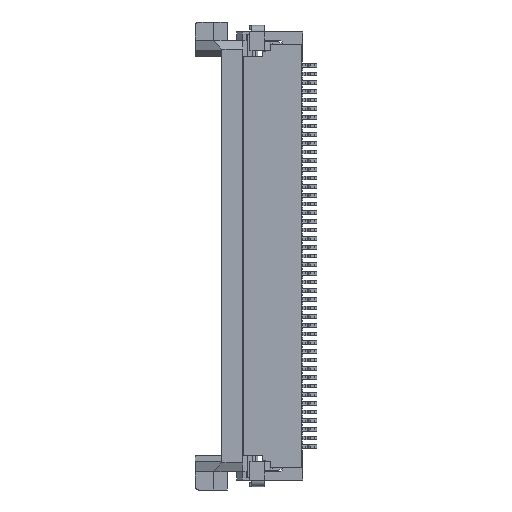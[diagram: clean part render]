
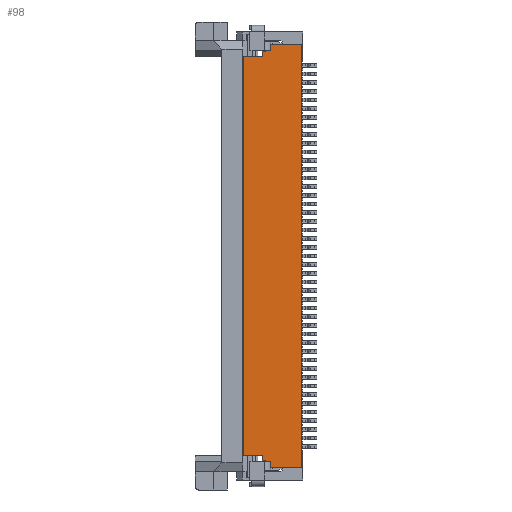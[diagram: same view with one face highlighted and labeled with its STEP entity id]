
A CAD part, left-side view. The second image highlights one B-rep face of the part: STEP entity #98.
In plain terms, the highlighted planar face has unit normal (-1, 0, 0).
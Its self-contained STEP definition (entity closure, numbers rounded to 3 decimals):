
#98=ADVANCED_FACE('',(#1589),#1590,.F.);
#1589=FACE_OUTER_BOUND('',#4612,.T.);
#1590=PLANE('',#4613);
#4612=EDGE_LOOP('',(#7843,#7844,#7845,#7846,#7847,#7848,#7849,#7850,#7851,#7852,#7853,#7854,#7855,#7856,#7857,#7858));
#4613=AXIS2_PLACEMENT_3D('',#7859,#7860,#7861);
#7843=ORIENTED_EDGE('',*,*,#20329,.F.);
#7844=ORIENTED_EDGE('',*,*,#20330,.F.);
#7845=ORIENTED_EDGE('',*,*,#20331,.F.);
#7846=ORIENTED_EDGE('',*,*,#20332,.F.);
#7847=ORIENTED_EDGE('',*,*,#20333,.F.);
#7848=ORIENTED_EDGE('',*,*,#20334,.F.);
#7849=ORIENTED_EDGE('',*,*,#20335,.F.);
#7850=ORIENTED_EDGE('',*,*,#20336,.T.);
#7851=ORIENTED_EDGE('',*,*,#20337,.T.);
#7852=ORIENTED_EDGE('',*,*,#20338,.F.);
#7853=ORIENTED_EDGE('',*,*,#20339,.T.);
#7854=ORIENTED_EDGE('',*,*,#20340,.T.);
#7855=ORIENTED_EDGE('',*,*,#20341,.T.);
#7856=ORIENTED_EDGE('',*,*,#20342,.T.);
#7857=ORIENTED_EDGE('',*,*,#20343,.T.);
#7858=ORIENTED_EDGE('',*,*,#20344,.T.);
#7859=CARTESIAN_POINT('',(-0.35,-21.4,-23.15));
#7860=DIRECTION('',(1.0,0.0,0.0));
#7861=DIRECTION('',(0.0,-1.0,0.0));
#20329=EDGE_CURVE('',#24507,#24508,#24509,.T.);
#20330=EDGE_CURVE('',#24510,#24507,#24511,.T.);
#20331=EDGE_CURVE('',#24512,#24510,#24513,.T.);
#20332=EDGE_CURVE('',#24514,#24512,#24515,.T.);
#20333=EDGE_CURVE('',#24516,#24514,#24517,.T.);
#20334=EDGE_CURVE('',#24518,#24516,#24519,.T.);
#20335=EDGE_CURVE('',#24520,#24518,#24521,.T.);
#20336=EDGE_CURVE('',#24520,#24522,#24523,.T.);
#20337=EDGE_CURVE('',#24522,#24524,#24525,.T.);
#20338=EDGE_CURVE('',#24526,#24524,#24527,.T.);
#20339=EDGE_CURVE('',#24526,#24528,#24529,.T.);
#20340=EDGE_CURVE('',#24528,#24530,#24531,.T.);
#20341=EDGE_CURVE('',#24530,#24532,#24533,.T.);
#20342=EDGE_CURVE('',#24532,#24534,#24535,.T.);
#20343=EDGE_CURVE('',#24534,#24536,#24537,.T.);
#20344=EDGE_CURVE('',#24536,#24508,#24538,.T.);
#24507=VERTEX_POINT('',#31395);
#24508=VERTEX_POINT('',#31396);
#24509=LINE('',#31397,#31398);
#24510=VERTEX_POINT('',#31399);
#24511=LINE('',#31400,#31401);
#24512=VERTEX_POINT('',#31402);
#24513=LINE('',#31403,#31404);
#24514=VERTEX_POINT('',#31405);
#24515=LINE('',#31406,#31407);
#24516=VERTEX_POINT('',#31408);
#24517=LINE('',#31409,#31410);
#24518=VERTEX_POINT('',#31411);
#24519=LINE('',#31412,#31413);
#24520=VERTEX_POINT('',#31414);
#24521=LINE('',#31415,#31416);
#24522=VERTEX_POINT('',#31417);
#24523=LINE('',#31418,#31419);
#24524=VERTEX_POINT('',#31420);
#24525=LINE('',#31421,#31422);
#24526=VERTEX_POINT('',#31423);
#24527=LINE('',#31424,#31425);
#24528=VERTEX_POINT('',#31426);
#24529=LINE('',#31427,#31428);
#24530=VERTEX_POINT('',#31429);
#24531=LINE('',#31430,#31431);
#24532=VERTEX_POINT('',#31432);
#24533=LINE('',#31433,#31434);
#24534=VERTEX_POINT('',#31435);
#24535=LINE('',#31436,#31437);
#24536=VERTEX_POINT('',#31438);
#24537=LINE('',#31439,#31440);
#24538=LINE('',#31441,#31442);
#31395=CARTESIAN_POINT('',(-0.35,-21.3,-3.025));
#31396=CARTESIAN_POINT('',(-0.35,-21.3,-27.425));
#31397=CARTESIAN_POINT('',(-0.35,-21.3,-23.615));
#31398=VECTOR('',#42185,1.0);
#31399=CARTESIAN_POINT('',(-0.35,-19.55,-3.025));
#31400=CARTESIAN_POINT('',(-0.35,-21.4,-3.025));
#31401=VECTOR('',#42186,1.0);
#31402=CARTESIAN_POINT('',(-0.35,-19.55,-3.375));
#31403=CARTESIAN_POINT('',(-0.35,-19.55,-2.3));
#31404=VECTOR('',#42187,1.0);
#31405=CARTESIAN_POINT('',(-0.35,-19.487,-3.375));
#31406=CARTESIAN_POINT('',(-0.35,-21.4,-3.375));
#31407=VECTOR('',#42188,1.0);
#31408=CARTESIAN_POINT('',(-0.35,-19.3,-3.375));
#31409=CARTESIAN_POINT('',(-0.35,-18.45,-3.375));
#31410=VECTOR('',#42189,1.0);
#31411=CARTESIAN_POINT('',(-0.35,-19.05,-3.475));
#31412=CARTESIAN_POINT('',(-0.35,-21.4,-2.535));
#31413=VECTOR('',#42190,1.0);
#31414=CARTESIAN_POINT('',(-0.35,-19.05,-3.725));
#31415=CARTESIAN_POINT('',(-0.35,-19.05,-2.3));
#31416=VECTOR('',#42191,1.0);
#31417=CARTESIAN_POINT('',(-0.35,-18.0,-3.725));
#31418=CARTESIAN_POINT('',(-0.35,-21.4,-3.725));
#31419=VECTOR('',#42192,1.0);
#31420=CARTESIAN_POINT('',(-0.35,-18.0,-26.725));
#31421=CARTESIAN_POINT('',(-0.35,-18.0,-20.835));
#31422=VECTOR('',#42193,1.0);
#31423=CARTESIAN_POINT('',(-0.35,-19.05,-26.725));
#31424=CARTESIAN_POINT('',(-0.35,-21.4,-26.725));
#31425=VECTOR('',#42194,1.0);
#31426=CARTESIAN_POINT('',(-0.35,-19.05,-26.975));
#31427=CARTESIAN_POINT('',(-0.35,-19.05,-28.15));
#31428=VECTOR('',#42195,1.0);
#31429=CARTESIAN_POINT('',(-0.35,-19.3,-27.075));
#31430=CARTESIAN_POINT('',(-0.35,-21.4,-27.915));
#31431=VECTOR('',#42196,1.0);
#31432=CARTESIAN_POINT('',(-0.35,-19.487,-27.075));
#31433=CARTESIAN_POINT('',(-0.35,-18.45,-27.075));
#31434=VECTOR('',#42197,1.0);
#31435=CARTESIAN_POINT('',(-0.35,-19.55,-27.075));
#31436=CARTESIAN_POINT('',(-0.35,-21.4,-27.075));
#31437=VECTOR('',#42198,1.0);
#31438=CARTESIAN_POINT('',(-0.35,-19.55,-27.425));
#31439=CARTESIAN_POINT('',(-0.35,-19.55,-28.15));
#31440=VECTOR('',#42199,1.0);
#31441=CARTESIAN_POINT('',(-0.35,-21.4,-27.425));
#31442=VECTOR('',#42200,1.0);
#42185=DIRECTION('',(-0.0,0.0,-1.0));
#42186=DIRECTION('',(0.0,-1.0,0.0));
#42187=DIRECTION('',(0.0,0.0,1.0));
#42188=DIRECTION('',(0.0,-1.0,0.0));
#42189=DIRECTION('',(0.0,-1.0,0.0));
#42190=DIRECTION('',(0.,-0.928,0.371));
#42191=DIRECTION('',(0.0,0.0,1.0));
#42192=DIRECTION('',(0.0,1.0,0.0));
#42193=DIRECTION('',(-0.0,0.0,-1.0));
#42194=DIRECTION('',(0.0,1.0,0.0));
#42195=DIRECTION('',(-0.0,0.0,-1.0));
#42196=DIRECTION('',(0.,-0.928,-0.371));
#42197=DIRECTION('',(0.0,-1.0,0.0));
#42198=DIRECTION('',(0.0,-1.0,0.0));
#42199=DIRECTION('',(-0.0,0.0,-1.0));
#42200=DIRECTION('',(0.0,-1.0,0.0));
